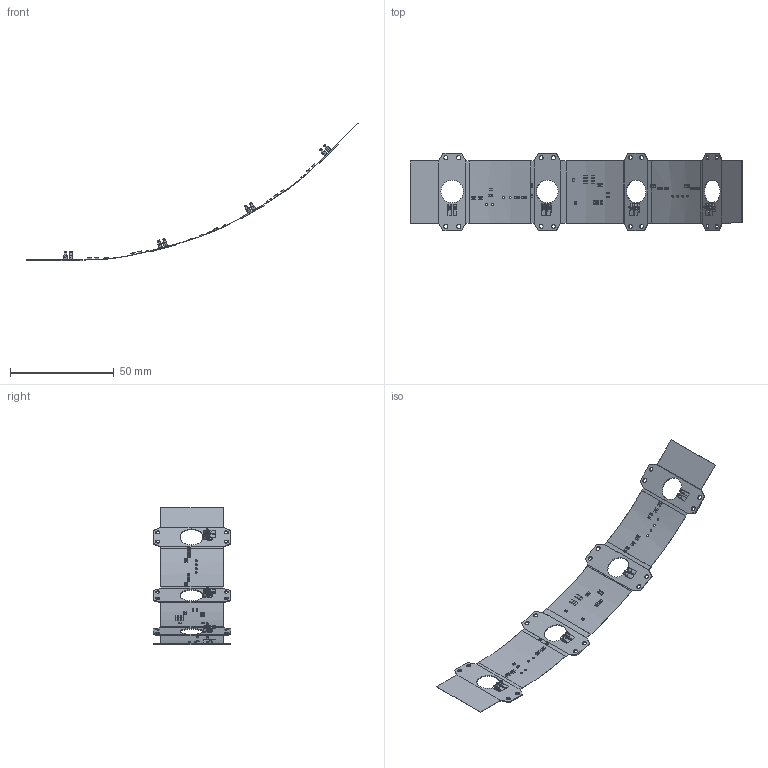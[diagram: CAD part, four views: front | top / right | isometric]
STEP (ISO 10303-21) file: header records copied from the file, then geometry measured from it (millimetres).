
FILE_DESCRIPTION(('Open CASCADE Model'),'2;1');
FILE_NAME('Open CASCADE Shape Model','2024-12-18T13:52:59',('Author'),( 'Open CASCADE'),'Open CASCADE STEP processor 7.5','Open CASCADE 7.5' ,'Unknown');
FILE_SCHEMA(('AUTOMOTIVE_DESIGN { 1 0 10303 214 1 1 1 1 }'));
Length unit declared in the file: millimetre
Products named in the file (70): PCB; Board; Open CASCADE STEP translator 7.5 3.1.1; Open CASCADE STEP translator 7.5 3.1.2; Open CASCADE STEP translator 7.5 3.1.3; Open CASCADE STEP translator 7.5 3.1.4; Open CASCADE STEP translator 7.5 3.1.5; Open CASCADE STEP translator 7.5 3.1.6; Open CASCADE STEP translator 7.5 3.1.7; Open CASCADE STEP translator 7.5 3.1.8; Open CASCADE STEP translator 7.5 3.1.9; Open CASCADE STEP translator 7.5 3.1.10; Open CASCADE STEP translator 7.5 3.1.11; Open CASCADE STEP translator 7.5 3.1.12; Open CASCADE STEP translator 7.5 3.1.13; Open CASCADE STEP translator 7.5 3.1.14; Open CASCADE STEP translator 7.5 3.1.15; P2_B4; c-2343297-2-a-3d_RGB8421504; P2_B3; P2_B2; P2_B1; P1_B4; P1_B3; P1_B2; P1_B1; R13; Res_Yageo_RT0603CRE0724K3L_eec; RT0603BRD07104KL_Ceramic; RT0603BRD07104KL_Terminal; RT0603BRD07104KL_Coating; RT0603BRD07104KL_Logo; R12; R11; R10; R9; RA2G; 6609045792; Extruded; 6609045552 ...
Assembly tree (115 placements, depth 5):
  PCB
    Board
      Open CASCADE STEP translator 7.5 3.1.1
      Open CASCADE STEP translator 7.5 3.1.2
      Open CASCADE STEP translator 7.5 3.1.3
      Open CASCADE STEP translator 7.5 3.1.4
      Open CASCADE STEP translator 7.5 3.1.5
      Open CASCADE STEP translator 7.5 3.1.6
      Open CASCADE STEP translator 7.5 3.1.7
      Open CASCADE STEP translator 7.5 3.1.8
      Open CASCADE STEP translator 7.5 3.1.9
      Open CASCADE STEP translator 7.5 3.1.10
      Open CASCADE STEP translator 7.5 3.1.11
      Open CASCADE STEP translator 7.5 3.1.12
      Open CASCADE STEP translator 7.5 3.1.13
      Open CASCADE STEP translator 7.5 3.1.14
      Open CASCADE STEP translator 7.5 3.1.15
    P2_B4
      c-2343297-2-a-3d_RGB8421504
    P2_B3
      c-2343297-2-a-3d_RGB8421504
    P2_B2
      c-2343297-2-a-3d_RGB8421504
    P2_B1
      c-2343297-2-a-3d_RGB8421504
    P1_B4
      c-2343297-2-a-3d_RGB8421504
    P1_B3
      c-2343297-2-a-3d_RGB8421504
    P1_B2
      c-2343297-2-a-3d_RGB8421504
    P1_B1
      c-2343297-2-a-3d_RGB8421504
    R13
      Res_Yageo_RT0603CRE0724K3L_eec
        RT0603BRD07104KL_Ceramic
        RT0603BRD07104KL_Terminal  x2
        RT0603BRD07104KL_Coating
        RT0603BRD07104KL_Logo
    R12
      Res_Yageo_RT0603CRE0724K3L_eec
        RT0603BRD07104KL_Ceramic
        RT0603BRD07104KL_Terminal  x2
        RT0603BRD07104KL_Coating
        RT0603BRD07104KL_Logo
    R11
      Res_Yageo_RT0603CRE0724K3L_eec
        RT0603BRD07104KL_Ceramic
        RT0603BRD07104KL_Terminal  x2
        RT0603BRD07104KL_Coating
        RT0603BRD07104KL_Logo
    R10
      Res_Yageo_RT0603CRE0724K3L_eec
        RT0603BRD07104KL_Ceramic
        RT0603BRD07104KL_Terminal  x2
        RT0603BRD07104KL_Coating
        RT0603BRD07104KL_Logo
    R9
      Res_Yageo_RT0603CRE0724K3L_eec
        RT0603BRD07104KL_Ceramic
Bounding box: 160.09 x 37.5 x 66.38 mm (x, y, z)
Volume: 1154.7 mm3; surface area: 11851.1 mm2
Topology: 413 solids, 413 shells, 7776 faces, 18778 edges, 11456 vertices
Faces by surface type: plane 4465, cylinder 1762, bspline 743, sphere 404, torus 402
Full cylindrical faces by diameter (mm): 2 x16, 10.89 x4
Entity records: 31951 total; most frequent: CARTESIAN_POINT 9604, ORIENTED_EDGE 4430, DIRECTION 3987, EDGE_CURVE 2215, LINE 1439, VECTOR 1439, VERTEX_POINT 1422, AXIS2_PLACEMENT_3D 1274
